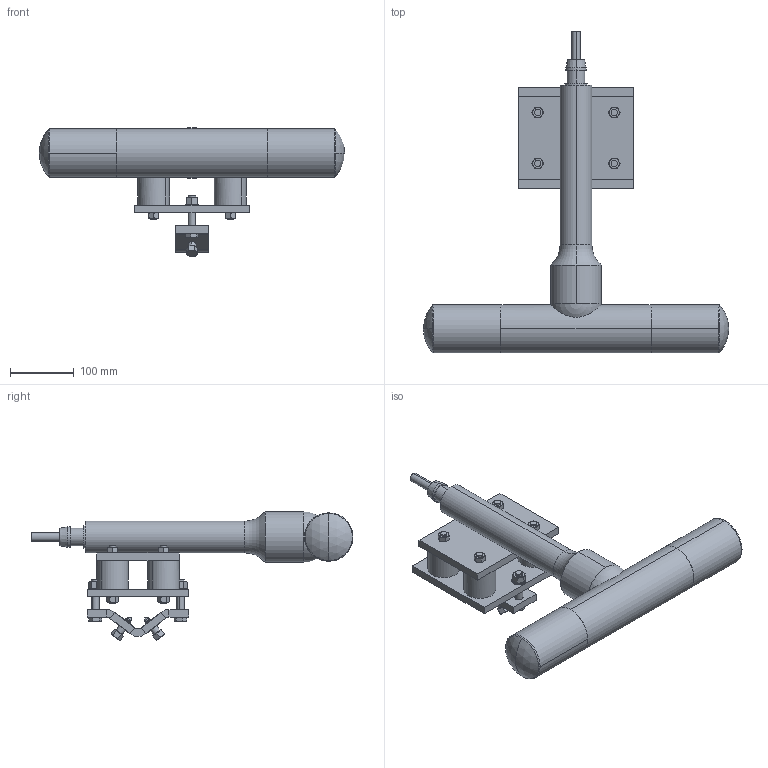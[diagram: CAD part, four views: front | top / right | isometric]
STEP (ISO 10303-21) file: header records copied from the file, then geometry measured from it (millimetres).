
FILE_DESCRIPTION (( 'STEP AP214' ), '1' );
FILE_NAME ('NCXM 760T #06976005.STEP', '2013-08-14T09:34:42', ( '' ), ( '' ), 'SwSTEP 2.0', 'SolidWorks 2010', '' );
FILE_SCHEMA (( 'AUTOMOTIVE_DESIGN' ));
Length unit declared in the file: millimetre
Products named in the file (1): NCXM 760T #06976005
Bounding box: 480 x 506 x 202.56 mm (x, y, z)
Volume: 4016065.5 mm3; surface area: 397089.5 mm2
Topology: 2 solids, 11 shells, 685 faces, 1638 edges, 955 vertices
Faces by surface type: plane 311, cone 158, cylinder 126, bspline 60, torus 22, sphere 8
Entity records: 23977 total; most frequent: CARTESIAN_POINT 6645, ORIENTED_EDGE 3152, DIRECTION 3010, EDGE_CURVE 1576, AXIS2_PLACEMENT_3D 1220, VERTEX_POINT 955, EDGE_LOOP 751, FACE_OUTER_BOUND 685
